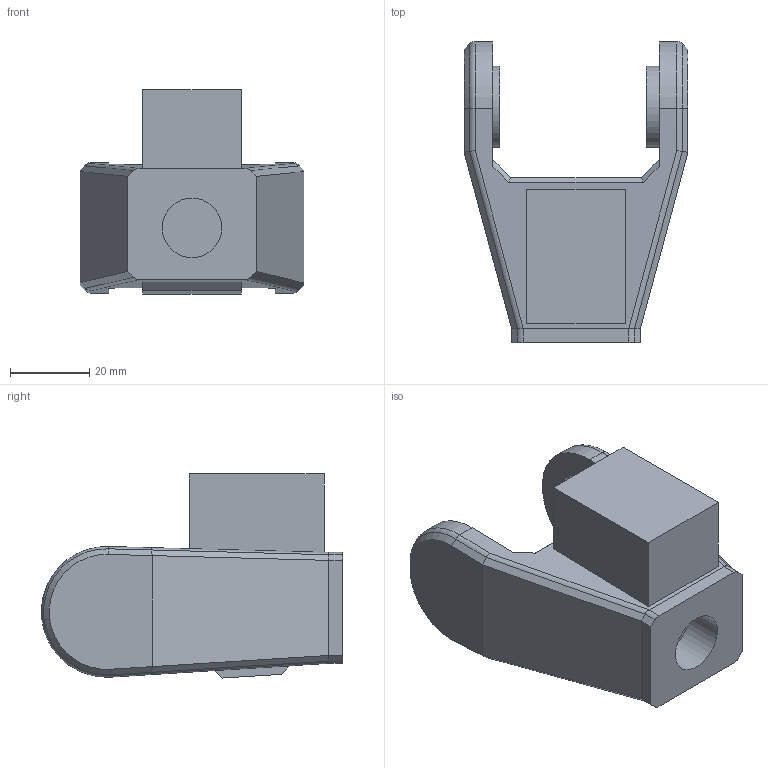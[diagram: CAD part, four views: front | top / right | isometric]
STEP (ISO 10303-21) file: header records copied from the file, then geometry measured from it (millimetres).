
FILE_DESCRIPTION(/* description */ (''),/* implementation_level */ '2;1');
FILE_NAME(/* name */ 'link5.stp',/* time_stamp */ '2019-11-23T01:20:40-05:00',/* author */ ('Clevo'),/* organization */ (''),/* preprocessor_version */ 'ST-DEVELOPER v16.13',/* originating_system */ 'Autodesk Inventor 2018',/* authorisation */ '');
FILE_SCHEMA (('AUTOMOTIVE_DESIGN { 1 0 10303 214 3 1 1 }'));
Length unit declared in the file: millimetre
Products named in the file (1): link5
Bounding box: 56.5 x 75.96 x 51.5 mm (x, y, z)
Volume: 82003.7 mm3; surface area: 16022.8 mm2
Topology: 1 solids, 1 shells, 71 faces, 180 edges, 116 vertices
Faces by surface type: plane 47, cylinder 20, torus 2, cone 2
Full cylindrical faces by diameter (mm): 15 x1, 20.5 x2
Entity records: 2172 total; most frequent: CARTESIAN_POINT 399, DIRECTION 361, ORIENTED_EDGE 354, EDGE_CURVE 177, LINE 129, VECTOR 129, VERTEX_POINT 116, AXIS2_PLACEMENT_3D 116
